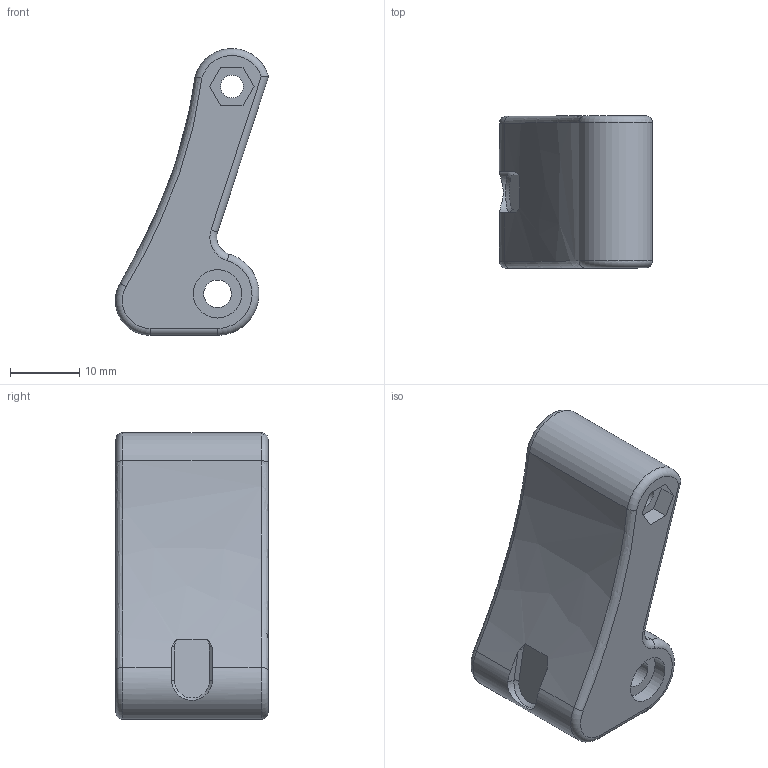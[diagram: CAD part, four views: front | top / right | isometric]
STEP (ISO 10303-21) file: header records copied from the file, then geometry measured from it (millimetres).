
FILE_DESCRIPTION(/* description */ (''),/* implementation_level */ '2;1');
FILE_NAME(/* name */ 'T2M1BI v1.step',/* time_stamp */ '2019-03-05T07:38:07-06:00',/* author */ (''),/* organization */ (''),/* preprocessor_version */ 'ST-DEVELOPER v17.2',/* originating_system */ 'Autodesk Translation Framework v7.6.0.251',/* authorisation */ '');
FILE_SCHEMA (('AUTOMOTIVE_DESIGN { 1 0 10303 214 3 1 1 }'));
Length unit declared in the file: millimetre
Products named in the file (1): T2M1BI
Bounding box: 22.15 x 22 x 41.48 mm (x, y, z)
Volume: 8340.8 mm3; surface area: 3741.1 mm2
Topology: 1 solids, 1 shells, 55 faces, 142 edges, 91 vertices
Faces by surface type: plane 25, cylinder 16, torus 8, bspline 3, cone 3
Full cylindrical faces by diameter (mm): 3.3 x1, 4 x1, 7 x1
Entity records: 2077 total; most frequent: CARTESIAN_POINT 681, DIRECTION 286, ORIENTED_EDGE 284, EDGE_CURVE 142, AXIS2_PLACEMENT_3D 106, VERTEX_POINT 91, LINE 74, VECTOR 74
